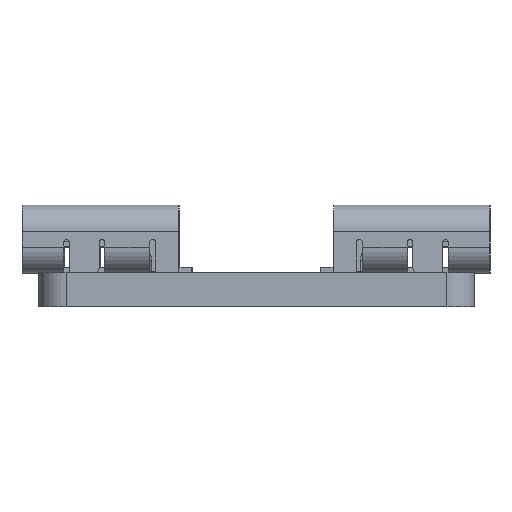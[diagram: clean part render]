
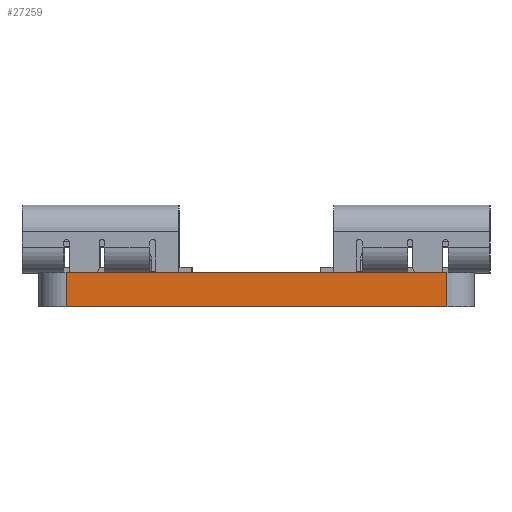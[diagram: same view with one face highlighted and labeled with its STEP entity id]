
A CAD part, left-side view. The second image highlights one B-rep face of the part: STEP entity #27259.
In plain terms, the highlighted planar face has unit normal (-1, 0, 0).
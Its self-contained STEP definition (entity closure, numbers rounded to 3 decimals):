
#27141 = EDGE_CURVE('',#27142,#27144,#27146,.T.);
#27142 = VERTEX_POINT('',#27143);
#27143 = CARTESIAN_POINT('',(74.93,-99.06,0.));
#27144 = VERTEX_POINT('',#27145);
#27145 = CARTESIAN_POINT('',(74.93,-99.06,1.6));
#27146 = SURFACE_CURVE('',#27147,(#27151,#27163),.PCURVE_S1.);
#27147 = LINE('',#27148,#27149);
#27148 = CARTESIAN_POINT('',(74.93,-99.06,0.));
#27149 = VECTOR('',#27150,1.);
#27150 = DIRECTION('',(0.,0.,1.));
#27151 = PCURVE('',#27152,#27157);
#27152 = CYLINDRICAL_SURFACE('',#27153,1.27);
#27153 = AXIS2_PLACEMENT_3D('',#27154,#27155,#27156);
#27154 = CARTESIAN_POINT('',(76.2,-99.06,0.));
#27155 = DIRECTION('',(-0.,-0.,-1.));
#27156 = DIRECTION('',(1.,0.,-0.));
#27157 = DEFINITIONAL_REPRESENTATION('',(#27158),#27162);
#27158 = LINE('',#27159,#27160);
#27159 = CARTESIAN_POINT('',(-3.142,0.));
#27160 = VECTOR('',#27161,1.);
#27161 = DIRECTION('',(-0.,-1.));
#27162 = ( GEOMETRIC_REPRESENTATION_CONTEXT(2) 
PARAMETRIC_REPRESENTATION_CONTEXT() REPRESENTATION_CONTEXT('2D SPACE',''
  ) );
#27163 = PCURVE('',#27164,#27169);
#27164 = PLANE('',#27165);
#27165 = AXIS2_PLACEMENT_3D('',#27166,#27167,#27168);
#27166 = CARTESIAN_POINT('',(74.93,-81.28,0.));
#27167 = DIRECTION('',(1.,0.,-0.));
#27168 = DIRECTION('',(0.,-1.,0.));
#27169 = DEFINITIONAL_REPRESENTATION('',(#27170),#27174);
#27170 = LINE('',#27171,#27172);
#27171 = CARTESIAN_POINT('',(17.78,0.));
#27172 = VECTOR('',#27173,1.);
#27173 = DIRECTION('',(0.,-1.));
#27174 = ( GEOMETRIC_REPRESENTATION_CONTEXT(2) 
PARAMETRIC_REPRESENTATION_CONTEXT() REPRESENTATION_CONTEXT('2D SPACE',''
  ) );
#27193 = PLANE('',#27194);
#27194 = AXIS2_PLACEMENT_3D('',#27195,#27196,#27197);
#27195 = CARTESIAN_POINT('',(100.33,-90.17,1.6));
#27196 = DIRECTION('',(0.,0.,1.));
#27197 = DIRECTION('',(1.,0.,-0.));
#27248 = PLANE('',#27249);
#27249 = AXIS2_PLACEMENT_3D('',#27250,#27251,#27252);
#27250 = CARTESIAN_POINT('',(100.33,-90.17,0.));
#27251 = DIRECTION('',(0.,0.,1.));
#27252 = DIRECTION('',(1.,0.,-0.));
#27259 = ADVANCED_FACE('',(#27260),#27164,.F.);
#27260 = FACE_BOUND('',#27261,.F.);
#27261 = EDGE_LOOP('',(#27262,#27292,#27313,#27314));
#27262 = ORIENTED_EDGE('',*,*,#27263,.T.);
#27263 = EDGE_CURVE('',#27264,#27266,#27268,.T.);
#27264 = VERTEX_POINT('',#27265);
#27265 = CARTESIAN_POINT('',(74.93,-81.28,0.));
#27266 = VERTEX_POINT('',#27267);
#27267 = CARTESIAN_POINT('',(74.93,-81.28,1.6));
#27268 = SURFACE_CURVE('',#27269,(#27273,#27280),.PCURVE_S1.);
#27269 = LINE('',#27270,#27271);
#27270 = CARTESIAN_POINT('',(74.93,-81.28,0.));
#27271 = VECTOR('',#27272,1.);
#27272 = DIRECTION('',(0.,0.,1.));
#27273 = PCURVE('',#27164,#27274);
#27274 = DEFINITIONAL_REPRESENTATION('',(#27275),#27279);
#27275 = LINE('',#27276,#27277);
#27276 = CARTESIAN_POINT('',(0.,0.));
#27277 = VECTOR('',#27278,1.);
#27278 = DIRECTION('',(0.,-1.));
#27279 = ( GEOMETRIC_REPRESENTATION_CONTEXT(2) 
PARAMETRIC_REPRESENTATION_CONTEXT() REPRESENTATION_CONTEXT('2D SPACE',''
  ) );
#27280 = PCURVE('',#27281,#27286);
#27281 = CYLINDRICAL_SURFACE('',#27282,1.27);
#27282 = AXIS2_PLACEMENT_3D('',#27283,#27284,#27285);
#27283 = CARTESIAN_POINT('',(76.2,-81.28,0.));
#27284 = DIRECTION('',(-0.,-0.,-1.));
#27285 = DIRECTION('',(1.,0.,-0.));
#27286 = DEFINITIONAL_REPRESENTATION('',(#27287),#27291);
#27287 = LINE('',#27288,#27289);
#27288 = CARTESIAN_POINT('',(-3.142,0.));
#27289 = VECTOR('',#27290,1.);
#27290 = DIRECTION('',(-0.,-1.));
#27291 = ( GEOMETRIC_REPRESENTATION_CONTEXT(2) 
PARAMETRIC_REPRESENTATION_CONTEXT() REPRESENTATION_CONTEXT('2D SPACE',''
  ) );
#27292 = ORIENTED_EDGE('',*,*,#27293,.T.);
#27293 = EDGE_CURVE('',#27266,#27144,#27294,.T.);
#27294 = SURFACE_CURVE('',#27295,(#27299,#27306),.PCURVE_S1.);
#27295 = LINE('',#27296,#27297);
#27296 = CARTESIAN_POINT('',(74.93,-81.28,1.6));
#27297 = VECTOR('',#27298,1.);
#27298 = DIRECTION('',(0.,-1.,0.));
#27299 = PCURVE('',#27164,#27300);
#27300 = DEFINITIONAL_REPRESENTATION('',(#27301),#27305);
#27301 = LINE('',#27302,#27303);
#27302 = CARTESIAN_POINT('',(0.,-1.6));
#27303 = VECTOR('',#27304,1.);
#27304 = DIRECTION('',(1.,0.));
#27305 = ( GEOMETRIC_REPRESENTATION_CONTEXT(2) 
PARAMETRIC_REPRESENTATION_CONTEXT() REPRESENTATION_CONTEXT('2D SPACE',''
  ) );
#27306 = PCURVE('',#27193,#27307);
#27307 = DEFINITIONAL_REPRESENTATION('',(#27308),#27312);
#27308 = LINE('',#27309,#27310);
#27309 = CARTESIAN_POINT('',(-25.4,8.89));
#27310 = VECTOR('',#27311,1.);
#27311 = DIRECTION('',(0.,-1.));
#27312 = ( GEOMETRIC_REPRESENTATION_CONTEXT(2) 
PARAMETRIC_REPRESENTATION_CONTEXT() REPRESENTATION_CONTEXT('2D SPACE',''
  ) );
#27313 = ORIENTED_EDGE('',*,*,#27141,.F.);
#27314 = ORIENTED_EDGE('',*,*,#27315,.F.);
#27315 = EDGE_CURVE('',#27264,#27142,#27316,.T.);
#27316 = SURFACE_CURVE('',#27317,(#27321,#27328),.PCURVE_S1.);
#27317 = LINE('',#27318,#27319);
#27318 = CARTESIAN_POINT('',(74.93,-81.28,0.));
#27319 = VECTOR('',#27320,1.);
#27320 = DIRECTION('',(0.,-1.,0.));
#27321 = PCURVE('',#27164,#27322);
#27322 = DEFINITIONAL_REPRESENTATION('',(#27323),#27327);
#27323 = LINE('',#27324,#27325);
#27324 = CARTESIAN_POINT('',(0.,0.));
#27325 = VECTOR('',#27326,1.);
#27326 = DIRECTION('',(1.,0.));
#27327 = ( GEOMETRIC_REPRESENTATION_CONTEXT(2) 
PARAMETRIC_REPRESENTATION_CONTEXT() REPRESENTATION_CONTEXT('2D SPACE',''
  ) );
#27328 = PCURVE('',#27248,#27329);
#27329 = DEFINITIONAL_REPRESENTATION('',(#27330),#27334);
#27330 = LINE('',#27331,#27332);
#27331 = CARTESIAN_POINT('',(-25.4,8.89));
#27332 = VECTOR('',#27333,1.);
#27333 = DIRECTION('',(0.,-1.));
#27334 = ( GEOMETRIC_REPRESENTATION_CONTEXT(2) 
PARAMETRIC_REPRESENTATION_CONTEXT() REPRESENTATION_CONTEXT('2D SPACE',''
  ) );
